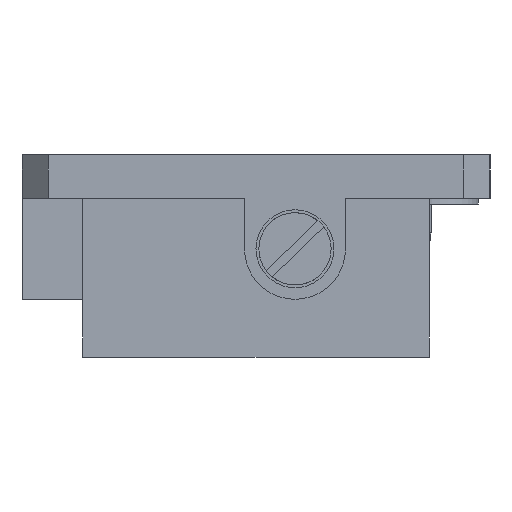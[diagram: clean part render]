
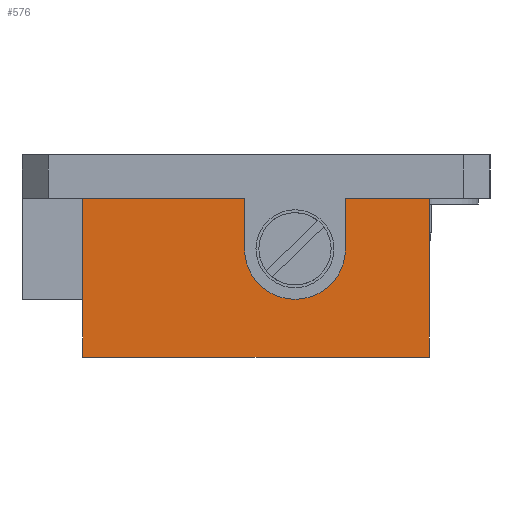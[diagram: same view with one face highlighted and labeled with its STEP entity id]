
A CAD part, front view. The second image highlights one B-rep face of the part: STEP entity #576.
In plain terms, the highlighted planar face has unit normal (0, -1, 0).
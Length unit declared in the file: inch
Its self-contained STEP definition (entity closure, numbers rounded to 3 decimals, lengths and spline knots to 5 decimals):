
#37 = CIRCLE ( 'NONE', #1701, 0.175 ) ;
#88 = VECTOR ( 'NONE', #3348, 39.37008 ) ;
#96 = CARTESIAN_POINT ( 'NONE',  ( -0.6, -0.3, -0.7 ) ) ;
#104 = VECTOR ( 'NONE', #3408, 39.37008 ) ;
#106 = ORIENTED_EDGE ( 'NONE', *, *, #3711, .F. ) ;
#258 = DIRECTION ( 'NONE',  ( 0., 1., 0. ) ) ;
#340 = EDGE_CURVE ( 'NONE', #1593, #1024, #2752, .T. ) ;
#412 = CARTESIAN_POINT ( 'NONE',  ( -0.04, -0.3, -0.325 ) ) ;
#447 = ORIENTED_EDGE ( 'NONE', *, *, #340, .F. ) ;
#531 = LINE ( 'NONE', #3619, #1518 ) ;
#544 = AXIS2_PLACEMENT_3D ( 'NONE', #1099, #258, #546 ) ;
#546 = DIRECTION ( 'NONE',  ( 0., 0., 1. ) ) ;
#576 = ADVANCED_FACE ( 'NONE', ( #2638 ), #3593, .F. ) ;
#607 = LINE ( 'NONE', #3672, #1444 ) ;
#626 = LINE ( 'NONE', #3974, #104 ) ;
#762 = EDGE_CURVE ( 'NONE', #2998, #3416, #898, .T. ) ;
#765 = VERTEX_POINT ( 'NONE', #3063 ) ;
#893 = DIRECTION ( 'NONE',  ( -1., 0., 0. ) ) ;
#898 = LINE ( 'NONE', #2124, #88 ) ;
#1009 = ORIENTED_EDGE ( 'NONE', *, *, #2771, .T. ) ;
#1020 = VERTEX_POINT ( 'NONE', #2056 ) ;
#1024 = VERTEX_POINT ( 'NONE', #3284 ) ;
#1099 = CARTESIAN_POINT ( 'NONE',  ( 0.6, -0.3, -2.74164 ) ) ;
#1164 = DIRECTION ( 'NONE',  ( 0., -1., 0. ) ) ;
#1259 = CARTESIAN_POINT ( 'NONE',  ( 0.31, -0.3, -0.325 ) ) ;
#1397 = LINE ( 'NONE', #1416, #1643 ) ;
#1416 = CARTESIAN_POINT ( 'NONE',  ( 0.6, -0.3, -0.15 ) ) ;
#1431 = EDGE_LOOP ( 'NONE', ( #1009, #3351, #3539, #1595, #3382, #447, #3912, #106 ) ) ;
#1444 = VECTOR ( 'NONE', #3069, 39.37008 ) ;
#1517 = CARTESIAN_POINT ( 'NONE',  ( -0.6, -0.3, -0.15 ) ) ;
#1518 = VECTOR ( 'NONE', #1752, 39.37008 ) ;
#1593 = VERTEX_POINT ( 'NONE', #1259 ) ;
#1595 = ORIENTED_EDGE ( 'NONE', *, *, #2468, .T. ) ;
#1643 = VECTOR ( 'NONE', #2377, 39.37008 ) ;
#1701 = AXIS2_PLACEMENT_3D ( 'NONE', #3236, #1164, #2369 ) ;
#1735 = VERTEX_POINT ( 'NONE', #412 ) ;
#1752 = DIRECTION ( 'NONE',  ( 0., 0., -1. ) ) ;
#1934 = EDGE_CURVE ( 'NONE', #765, #2998, #2414, .T. ) ;
#2056 = CARTESIAN_POINT ( 'NONE',  ( 0.6, -0.3, -0.15 ) ) ;
#2124 = CARTESIAN_POINT ( 'NONE',  ( -0.6, -0.3, -2.74164 ) ) ;
#2143 = VECTOR ( 'NONE', #3716, 39.37008 ) ;
#2199 = CARTESIAN_POINT ( 'NONE',  ( -0.04, -0.3, -0.15 ) ) ;
#2280 = EDGE_CURVE ( 'NONE', #1735, #1593, #37, .T. ) ;
#2369 = DIRECTION ( 'NONE',  ( 0., 0., 1. ) ) ;
#2377 = DIRECTION ( 'NONE',  ( -1., 0., 0. ) ) ;
#2414 = LINE ( 'NONE', #3645, #2981 ) ;
#2468 = EDGE_CURVE ( 'NONE', #765, #1020, #607, .T. ) ;
#2638 = FACE_OUTER_BOUND ( 'NONE', #1431, .T. ) ;
#2752 = LINE ( 'NONE', #2812, #2143 ) ;
#2771 = EDGE_CURVE ( 'NONE', #2955, #3416, #626, .T. ) ;
#2812 = CARTESIAN_POINT ( 'NONE',  ( 0.31, -0.3, -2.07686 ) ) ;
#2955 = VERTEX_POINT ( 'NONE', #2199 ) ;
#2981 = VECTOR ( 'NONE', #893, 39.37008 ) ;
#2998 = VERTEX_POINT ( 'NONE', #96 ) ;
#3063 = CARTESIAN_POINT ( 'NONE',  ( 0.6, -0.3, -0.7 ) ) ;
#3069 = DIRECTION ( 'NONE',  ( 0., 0., 1. ) ) ;
#3138 = EDGE_CURVE ( 'NONE', #1020, #1024, #1397, .T. ) ;
#3236 = CARTESIAN_POINT ( 'NONE',  ( 0.135, -0.3, -0.325 ) ) ;
#3284 = CARTESIAN_POINT ( 'NONE',  ( 0.31, -0.3, -0.15 ) ) ;
#3348 = DIRECTION ( 'NONE',  ( 0., 0., 1. ) ) ;
#3351 = ORIENTED_EDGE ( 'NONE', *, *, #762, .F. ) ;
#3382 = ORIENTED_EDGE ( 'NONE', *, *, #3138, .T. ) ;
#3408 = DIRECTION ( 'NONE',  ( -1., 0., 0. ) ) ;
#3416 = VERTEX_POINT ( 'NONE', #1517 ) ;
#3539 = ORIENTED_EDGE ( 'NONE', *, *, #1934, .F. ) ;
#3593 = PLANE ( 'NONE',  #544 ) ;
#3619 = CARTESIAN_POINT ( 'NONE',  ( -0.04, -0.3, 0. ) ) ;
#3645 = CARTESIAN_POINT ( 'NONE',  ( 0.6, -0.3, -0.7 ) ) ;
#3672 = CARTESIAN_POINT ( 'NONE',  ( 0.6, -0.3, -2.74164 ) ) ;
#3711 = EDGE_CURVE ( 'NONE', #2955, #1735, #531, .T. ) ;
#3716 = DIRECTION ( 'NONE',  ( 0., 0., 1. ) ) ;
#3912 = ORIENTED_EDGE ( 'NONE', *, *, #2280, .F. ) ;
#3974 = CARTESIAN_POINT ( 'NONE',  ( 0., -0.3, -0.15 ) ) ;
